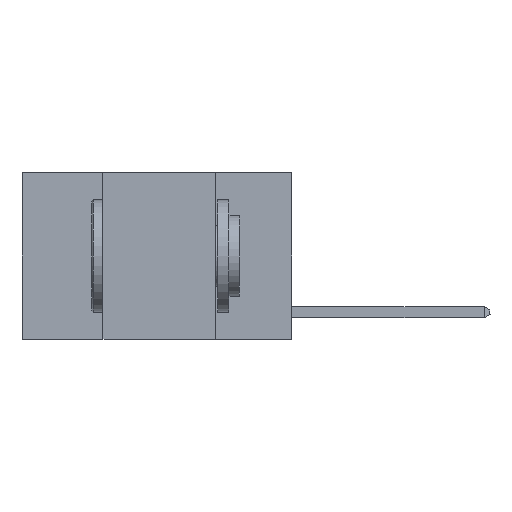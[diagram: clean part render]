
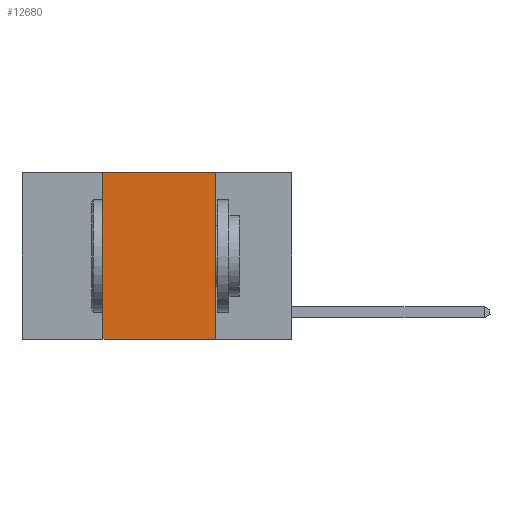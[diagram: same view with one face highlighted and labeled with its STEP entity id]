
A CAD part, left-side view. The second image highlights one B-rep face of the part: STEP entity #12680.
In plain terms, the highlighted planar face has unit normal (-1, 0, 0).
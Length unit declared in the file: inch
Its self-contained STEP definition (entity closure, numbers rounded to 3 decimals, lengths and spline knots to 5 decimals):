
#392 = DIRECTION ( 'NONE',  ( 0., 0., 1. ) ) ;
#1458 = CARTESIAN_POINT ( 'NONE',  ( 0., 0.42, 0. ) ) ;
#2273 = VECTOR ( 'NONE', #7010, 39.37008 ) ;
#2583 = EDGE_LOOP ( 'NONE', ( #5966, #6145, #6166, #6227 ) ) ;
#2621 = VECTOR ( 'NONE', #6858, 39.37008 ) ;
#2645 = DIRECTION ( 'NONE',  ( 0., 0., -1. ) ) ;
#3173 = VERTEX_POINT ( 'NONE', #6943 ) ;
#3818 = VECTOR ( 'NONE', #19346, 39.37008 ) ;
#5697 = VERTEX_POINT ( 'NONE', #17859 ) ;
#5966 = ORIENTED_EDGE ( 'NONE', *, *, #18168, .F. ) ;
#6145 = ORIENTED_EDGE ( 'NONE', *, *, #8309, .F. ) ;
#6166 = ORIENTED_EDGE ( 'NONE', *, *, #9934, .F. ) ;
#6227 = ORIENTED_EDGE ( 'NONE', *, *, #18287, .T. ) ;
#6858 = DIRECTION ( 'NONE',  ( 0., 0., -1. ) ) ;
#6943 = CARTESIAN_POINT ( 'NONE',  ( 0., 0.17, -0.37 ) ) ;
#7010 = DIRECTION ( 'NONE',  ( 0., -1., 0. ) ) ;
#7256 = CARTESIAN_POINT ( 'NONE',  ( 0., 0.6, 0. ) ) ;
#7586 = FACE_OUTER_BOUND ( 'NONE', #2583, .T. ) ;
#8309 = EDGE_CURVE ( 'NONE', #11577, #5697, #14595, .T. ) ;
#8725 = VECTOR ( 'NONE', #392, 39.37008 ) ;
#8886 = LINE ( 'NONE', #11683, #3818 ) ;
#9934 = EDGE_CURVE ( 'NONE', #15056, #11577, #16986, .T. ) ;
#11559 = AXIS2_PLACEMENT_3D ( 'NONE', #7256, #11889, #2645 ) ;
#11577 = VERTEX_POINT ( 'NONE', #1458 ) ;
#11635 = CARTESIAN_POINT ( 'NONE',  ( 0., 0.6, 0. ) ) ;
#11683 = CARTESIAN_POINT ( 'NONE',  ( 0., 0.6, -0.37 ) ) ;
#11750 = PLANE ( 'NONE',  #11559 ) ;
#11889 = DIRECTION ( 'NONE',  ( 1., 0., 0. ) ) ;
#12680 = ADVANCED_FACE ( 'NONE', ( #7586 ), #11750, .F. ) ;
#13201 = CARTESIAN_POINT ( 'NONE',  ( 0., 0.42, -0.37 ) ) ;
#14452 = LINE ( 'NONE', #14532, #2621 ) ;
#14532 = CARTESIAN_POINT ( 'NONE',  ( 0., 0.17, 0. ) ) ;
#14595 = LINE ( 'NONE', #11635, #2273 ) ;
#15056 = VERTEX_POINT ( 'NONE', #13201 ) ;
#16986 = LINE ( 'NONE', #17431, #8725 ) ;
#17431 = CARTESIAN_POINT ( 'NONE',  ( 0., 0.42, 0. ) ) ;
#17859 = CARTESIAN_POINT ( 'NONE',  ( 0., 0.17, 0. ) ) ;
#18168 = EDGE_CURVE ( 'NONE', #5697, #3173, #14452, .T. ) ;
#18287 = EDGE_CURVE ( 'NONE', #15056, #3173, #8886, .T. ) ;
#19346 = DIRECTION ( 'NONE',  ( 0., -1., 0. ) ) ;
